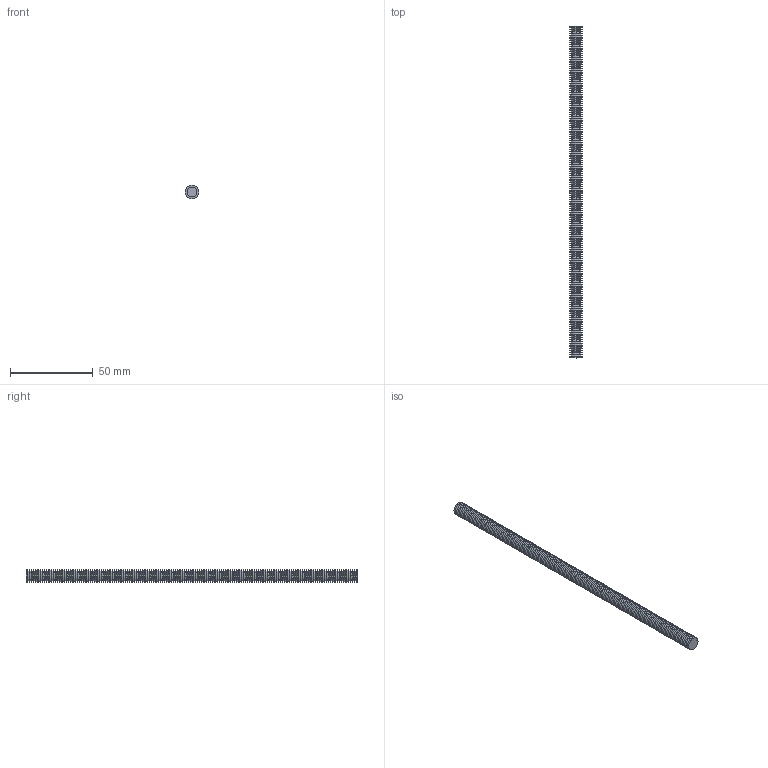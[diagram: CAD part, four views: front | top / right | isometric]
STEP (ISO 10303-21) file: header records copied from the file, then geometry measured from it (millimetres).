
FILE_DESCRIPTION(('FreeCAD Model'),'2;1');
FILE_NAME('Open CASCADE Shape Model','2021-10-05T14:52:10',('Author'),( ''),'Open CASCADE STEP processor 7.5','FreeCAD','Unknown');
FILE_SCHEMA(('AUTOMOTIVE_DESIGN { 1 0 10303 214 1 1 1 1 }'));
Length unit declared in the file: millimetre
Products named in the file (1): Tige-longueur
Bounding box: 8 x 200 x 8 mm (x, y, z)
Volume: 7749.3 mm3; surface area: 9157 mm2
Topology: 1 solids, 1 shells, 362 faces, 721 edges, 361 vertices
Faces by surface type: cone 360, plane 2
Entity records: 18410 total; most frequent: DIRECTION 3231, CARTESIAN_POINT 2906, LINE 1781, VECTOR 1781, ORIENTED_EDGE 1442, PCURVE 1442, DEFINITIONAL_REPRESENTATION 1442, AXIS2_PLACEMENT_3D 724
